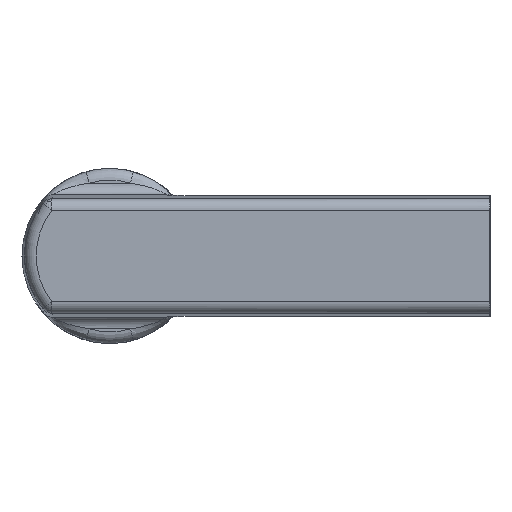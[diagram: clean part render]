
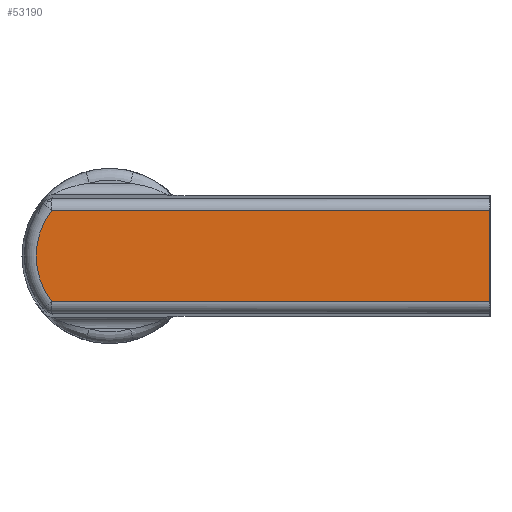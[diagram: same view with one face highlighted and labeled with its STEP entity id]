
A CAD part, left-side view. The second image highlights one B-rep face of the part: STEP entity #53190.
In plain terms, the highlighted face is planar.
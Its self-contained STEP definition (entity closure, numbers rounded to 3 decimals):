
#52790=CARTESIAN_POINT('',(-26.,0.,20.));
#52800=DIRECTION('',(0.,0.,1.));
#52810=DIRECTION('',(1.,0.,0.));
#52820=AXIS2_PLACEMENT_3D('',#52790,#52800,#52810);
#52830=PLANE('',#52820);
#52840=CARTESIAN_POINT('',(-4.5,-3.117,20.));
#52850=DIRECTION('',(-1.,0.,0.));
#52860=VECTOR('',#52850,1.);
#52870=LINE('',#52840,#52860);
#52880=CARTESIAN_POINT('',(3.951,-3.117,
20.));
#52890=VERTEX_POINT('',#52880);
#52900=CARTESIAN_POINT('',(-26.,-3.117,20.));
#52910=VERTEX_POINT('',#52900);
#52920=EDGE_CURVE('',#52890,#52910,#52870,.T.);
#52930=ORIENTED_EDGE('',*,*,#52920,.F.);
#52940=CARTESIAN_POINT('',(-26.,0.,20.));
#52950=DIRECTION('',(0.,-1.,0.));
#52960=VECTOR('',#52950,1.);
#52970=LINE('',#52940,#52960);
#52980=CARTESIAN_POINT('',(-26.,3.117,20.));
#52990=VERTEX_POINT('',#52980);
#53000=EDGE_CURVE('',#52990,#52910,#52970,.T.);
#53010=ORIENTED_EDGE('',*,*,#53000,.T.);
#53020=CARTESIAN_POINT('',(-4.5,3.117,20.));
#53030=DIRECTION('',(1.,0.,0.));
#53040=VECTOR('',#53030,1.);
#53050=LINE('',#53020,#53040);
#53060=CARTESIAN_POINT('',(3.951,3.117,
20.));
#53070=VERTEX_POINT('',#53060);
#53080=EDGE_CURVE('',#52990,#53070,#53050,.T.);
#53090=ORIENTED_EDGE('',*,*,#53080,.F.);
#53100=CARTESIAN_POINT('',(0.,0.,20.));
#53110=DIRECTION('',(0.,0.,-1.));
#53120=DIRECTION('',(0.,1.,0.));
#53130=AXIS2_PLACEMENT_3D('',#53100,#53110,#53120);
#53140=CIRCLE('',#53130,5.032);
#53150=EDGE_CURVE('',#53070,#52890,#53140,.T.);
#53160=ORIENTED_EDGE('',*,*,#53150,.F.);
#53170=EDGE_LOOP('',(#53160,#53090,#53010,#52930));
#53180=FACE_OUTER_BOUND('',#53170,.T.);
#53190=ADVANCED_FACE('',(#53180),#52830,.T.);
